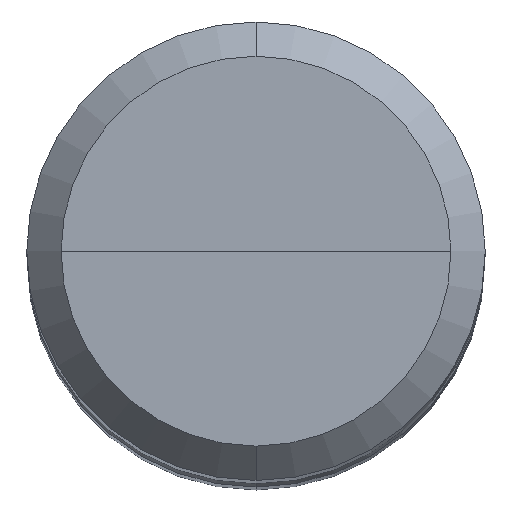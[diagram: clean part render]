
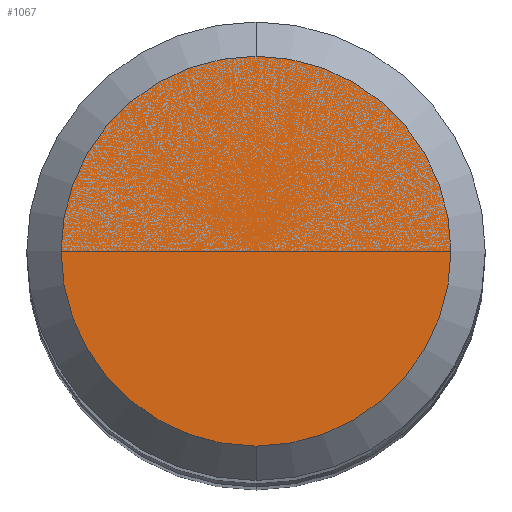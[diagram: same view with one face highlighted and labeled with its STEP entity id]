
A CAD part, top view. The second image highlights one B-rep face of the part: STEP entity #1067.
In plain terms, the highlighted planar face has unit normal (0, 0, 1).
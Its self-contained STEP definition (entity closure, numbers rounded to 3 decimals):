
#854=CARTESIAN_POINT('',(0.,0.,151.));
#855=DIRECTION('',(0.,0.,-1.));
#856=DIRECTION('',(0.,1.,0.));
#857=AXIS2_PLACEMENT_3D('',#854,#855,#856);
#862=CARTESIAN_POINT('',(0.,0.,151.));
#863=DIRECTION('',(0.,0.,1.));
#864=DIRECTION('',(0.,1.,0.));
#865=AXIS2_PLACEMENT_3D('',#862,#863,#864);
#870=CARTESIAN_POINT('',(0.,0.,151.));
#871=DIRECTION('',(0.,0.,-1.));
#872=DIRECTION('',(0.,1.,0.));
#873=AXIS2_PLACEMENT_3D('',#870,#871,#872);
#878=CARTESIAN_POINT('',(0.,0.,151.));
#879=DIRECTION('',(0.,0.,-1.));
#880=DIRECTION('',(0.,-1.,0.));
#881=AXIS2_PLACEMENT_3D('',#878,#879,#880);
#1030=CARTESIAN_POINT('',(0.,5.112,151.));
#1031=CARTESIAN_POINT('',(0.,-5.112,151.));
#1032=VERTEX_POINT('',#1030);
#1033=VERTEX_POINT('',#1031);
#1035=CARTESIAN_POINT('',(0.,0.004,151.));
#1037=VERTEX_POINT('',#1035);
#1039=CARTESIAN_POINT('',(0.,-0.004,151.));
#1041=VERTEX_POINT('',#1039);
#1050=CARTESIAN_POINT('',(0.,0.,151.));
#1051=DIRECTION('',(0.,0.,1.));
#1052=DIRECTION('',(0.,-1.,0.));
#1053=AXIS2_PLACEMENT_3D('',#1050,#1051,#1052);
#1054=PLANE('',#1053);
#1056=ORIENTED_EDGE('',*,*,#1055,.T.);
#1058=ORIENTED_EDGE('',*,*,#1057,.T.);
#1059=EDGE_LOOP('',(#1056,#1058));
#1060=FACE_OUTER_BOUND('',#1059,.F.);
#1062=ORIENTED_EDGE('',*,*,#1061,.F.);
#1064=ORIENTED_EDGE('',*,*,#1063,.T.);
#1065=EDGE_LOOP('',(#1062,#1064));
#1066=FACE_BOUND('',#1065,.F.);
#858=CIRCLE('',#857,0.004);
#866=CIRCLE('',#865,0.004);
#874=CIRCLE('',#873,5.112);
#882=CIRCLE('',#881,5.112);
#1055=EDGE_CURVE('',#1032,#1033,#874,.T.);
#1057=EDGE_CURVE('',#1033,#1032,#882,.T.);
#1061=EDGE_CURVE('',#1037,#1041,#858,.T.);
#1063=EDGE_CURVE('',#1037,#1041,#866,.T.);
#1067=ADVANCED_FACE('',(#1060,#1066),#1054,.T.);
